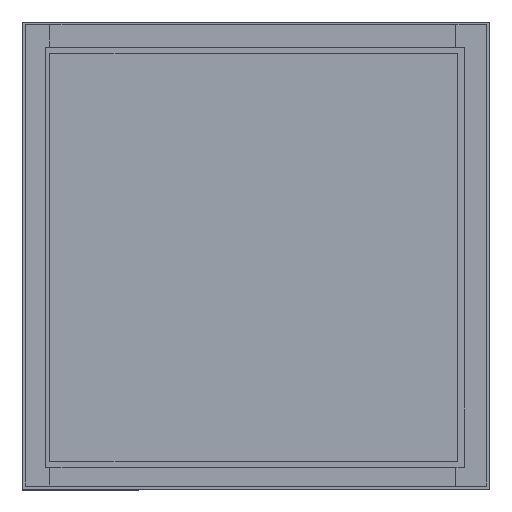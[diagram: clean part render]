
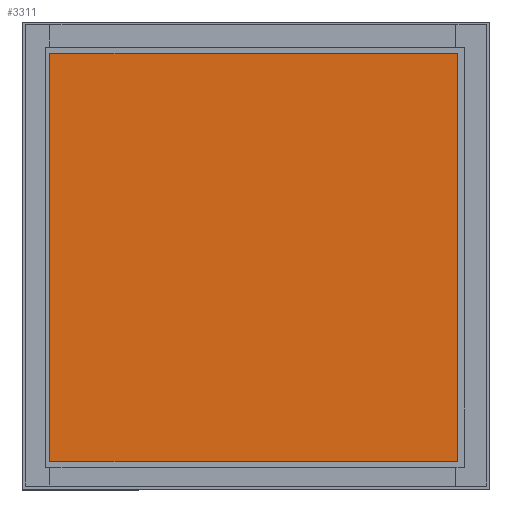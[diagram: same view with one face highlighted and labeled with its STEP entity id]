
A CAD part, top view. The second image highlights one B-rep face of the part: STEP entity #3311.
In plain terms, the highlighted planar face has unit normal (0, 0, 1).
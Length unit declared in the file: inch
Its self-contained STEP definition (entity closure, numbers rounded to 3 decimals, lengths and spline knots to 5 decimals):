
#167 = LINE ( 'NONE', #188, #187 ) ;
#186 = DIRECTION ( 'NONE',  ( 1., 0., 0. ) ) ;
#187 = VECTOR ( 'NONE', #186, 39.37008 ) ;
#188 = CARTESIAN_POINT ( 'NONE',  ( -0.31259, -0.31305, 0. ) ) ;
#677 = LINE ( 'NONE', #746, #735 ) ;
#678 = CARTESIAN_POINT ( 'NONE',  ( -0.31259, -0.31305, 0. ) ) ;
#679 = CARTESIAN_POINT ( 'NONE',  ( -0.31259, 0.30658, 0. ) ) ;
#683 = CARTESIAN_POINT ( 'NONE',  ( 0.30519, 0.30658, 0. ) ) ;
#684 = DIRECTION ( 'NONE',  ( -1., 0., 0. ) ) ;
#685 = VECTOR ( 'NONE', #684, 39.37008 ) ;
#686 = CARTESIAN_POINT ( 'NONE',  ( -0.31259, 0.30658, 0. ) ) ;
#734 = DIRECTION ( 'NONE',  ( 0., -1., 0. ) ) ;
#735 = VECTOR ( 'NONE', #734, 39.37008 ) ;
#738 = LINE ( 'NONE', #686, #685 ) ;
#746 = CARTESIAN_POINT ( 'NONE',  ( -0.31259, 0.30658, 0. ) ) ;
#935 = FACE_OUTER_BOUND ( 'NONE', #3312, .T. ) ;
#980 = DIRECTION ( 'NONE',  ( 1., 0., 0. ) ) ;
#981 = DIRECTION ( 'NONE',  ( 0., 0., 1. ) ) ;
#982 = CARTESIAN_POINT ( 'NONE',  ( -0.35, -0.35, 0. ) ) ;
#983 = AXIS2_PLACEMENT_3D ( 'NONE', #982, #981, #980 ) ;
#984 = PLANE ( 'NONE',  #983 ) ;
#2245 = DIRECTION ( 'NONE',  ( 0., 1., 0. ) ) ;
#2246 = VECTOR ( 'NONE', #2245, 39.37008 ) ;
#2247 = CARTESIAN_POINT ( 'NONE',  ( 0.30519, 0.30658, 0. ) ) ;
#2248 = LINE ( 'NONE', #2247, #2246 ) ;
#2249 = CARTESIAN_POINT ( 'NONE',  ( 0.30519, -0.31305, 0. ) ) ;
#2793 = EDGE_CURVE ( 'NONE', #2794, #3122, #2248, .T. ) ;
#2794 = VERTEX_POINT ( 'NONE', #2249 ) ;
#2927 = EDGE_CURVE ( 'NONE', #3112, #2794, #167, .T. ) ;
#3110 = EDGE_CURVE ( 'NONE', #3111, #3112, #677, .T. ) ;
#3111 = VERTEX_POINT ( 'NONE', #679 ) ;
#3112 = VERTEX_POINT ( 'NONE', #678 ) ;
#3121 = EDGE_CURVE ( 'NONE', #3122, #3111, #738, .T. ) ;
#3122 = VERTEX_POINT ( 'NONE', #683 ) ;
#3311 = ADVANCED_FACE ( 'NONE', ( #935 ), #984, .T. ) ;
#3312 = EDGE_LOOP ( 'NONE', ( #3313, #3314, #3315, #3316 ) ) ;
#3313 = ORIENTED_EDGE ( 'NONE', *, *, #3121, .T. ) ;
#3314 = ORIENTED_EDGE ( 'NONE', *, *, #3110, .T. ) ;
#3315 = ORIENTED_EDGE ( 'NONE', *, *, #2927, .T. ) ;
#3316 = ORIENTED_EDGE ( 'NONE', *, *, #2793, .T. ) ;
